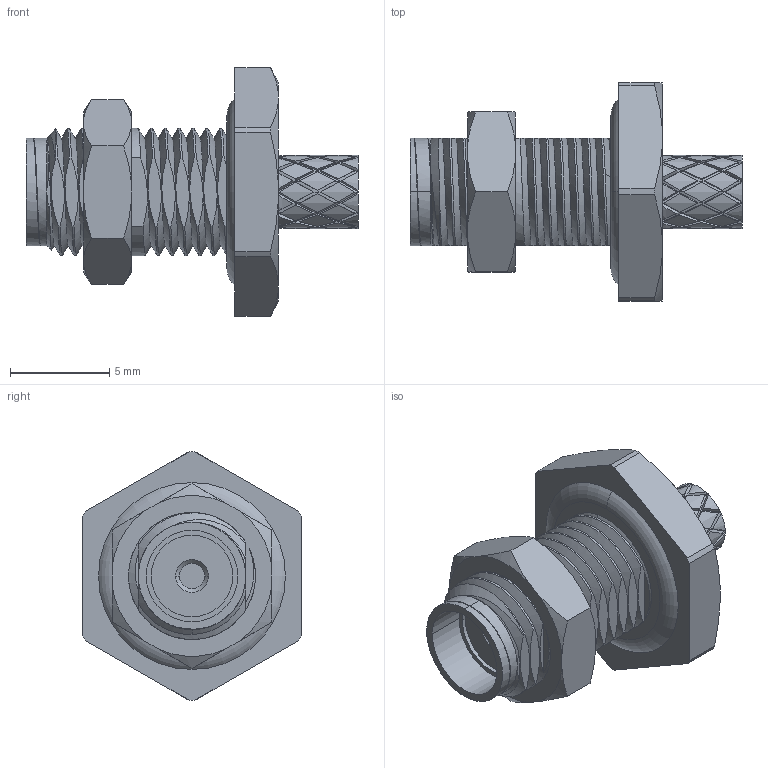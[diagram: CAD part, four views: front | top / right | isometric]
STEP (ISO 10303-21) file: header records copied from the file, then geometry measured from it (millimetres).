
FILE_DESCRIPTION((''),'2;1');
FILE_NAME('1','2021-08-16T',('1111'),(''),'PRO/ENGINEER BY PARAMETRIC TECHNOLOGY CORPORATION, 2012090','PRO/ENGINEER BY PARAMETRIC TECHNOLOGY CORPORATION, 2012090','');
FILE_SCHEMA(('CONFIG_CONTROL_DESIGN'));
Length unit declared in the file: millimetre
Products named in the file (1): 1
Bounding box: 16.7 x 10.97 x 12.5 mm (x, y, z)
Volume: 579.1 mm3; surface area: 852.3 mm2
Topology: 1 solids, 1 shells, 495 faces, 1248 edges, 764 vertices
Faces by surface type: plane 250, cylinder 106, extrusion 100, cone 24, bspline 13, torus 2
Entity records: 19352 total; most frequent: CARTESIAN_POINT 8931, ORIENTED_EDGE 2496, DIRECTION 1503, EDGE_CURVE 1248, B_SPLINE_CURVE_WITH_KNOTS 812, VERTEX_POINT 764, VECTOR 533, EDGE_LOOP 504
